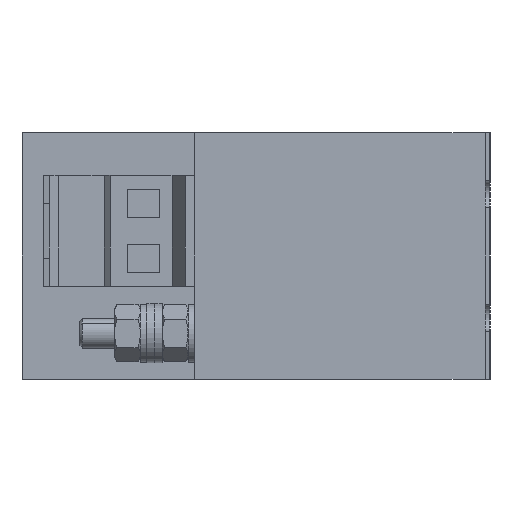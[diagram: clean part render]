
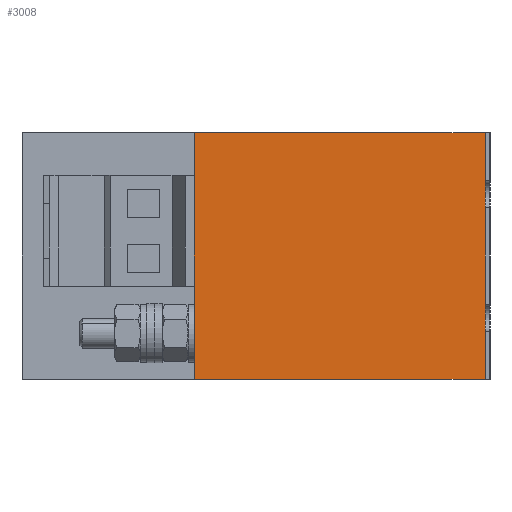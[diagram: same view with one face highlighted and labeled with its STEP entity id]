
A CAD part, left-side view. The second image highlights one B-rep face of the part: STEP entity #3008.
In plain terms, the highlighted planar face has unit normal (-1, 0, 0).
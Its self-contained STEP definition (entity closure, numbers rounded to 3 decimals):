
#56 = CARTESIAN_POINT ( 'NONE',  ( -100., 0., -24.5 ) ) ;
#199 = VERTEX_POINT ( 'NONE', #1649 ) ;
#349 = CARTESIAN_POINT ( 'NONE',  ( -100., 0., 25.5 ) ) ;
#789 = LINE ( 'NONE', #56, #3188 ) ;
#1064 = CARTESIAN_POINT ( 'NONE',  ( -100., 0., -24.5 ) ) ;
#1128 = AXIS2_PLACEMENT_3D ( 'NONE', #2368, #3949, #6648 ) ;
#1251 = ORIENTED_EDGE ( 'NONE', *, *, #2425, .T. ) ;
#1398 = VECTOR ( 'NONE', #4109, 1000. ) ;
#1649 = CARTESIAN_POINT ( 'NONE',  ( -100., 59., 25.5 ) ) ;
#1907 = CARTESIAN_POINT ( 'NONE',  ( -100., 59., -24.5 ) ) ;
#2014 = CARTESIAN_POINT ( 'NONE',  ( -100., 59., -24.5 ) ) ;
#2254 = DIRECTION ( 'NONE',  ( 0., 0., 1. ) ) ;
#2309 = CARTESIAN_POINT ( 'NONE',  ( -100., 59., -24.5 ) ) ;
#2368 = CARTESIAN_POINT ( 'NONE',  ( -100., 59., -24.5 ) ) ;
#2425 = EDGE_CURVE ( 'Defeature ausgef�hrt1_8+Defeature ausgef�hrt1_16+Defeature ausgef�hrt1_1+Defeature ausgef�hrt1_7', #6699, #6611, #6244, .T. ) ;
#2470 = ORIENTED_EDGE ( 'NONE', *, *, #4115, .T. ) ;
#2649 = EDGE_LOOP ( 'NONE', ( #2470, #5365, #6643, #1251 ) ) ;
#2948 = PLANE ( 'NONE',  #1128 ) ;
#3008 = ADVANCED_FACE ( 'Defeature ausgef�hrt1_8', ( #4965 ), #2948, .T. ) ;
#3074 = VERTEX_POINT ( 'NONE', #349 ) ;
#3188 = VECTOR ( 'NONE', #2254, 1000. ) ;
#3641 = LINE ( 'NONE', #1907, #1398 ) ;
#3727 = CARTESIAN_POINT ( 'NONE',  ( -100., 59., 25.5 ) ) ;
#3949 = DIRECTION ( 'NONE',  ( -1., 0., 0. ) ) ;
#4067 = DIRECTION ( 'NONE',  ( 0., -1., 0. ) ) ;
#4109 = DIRECTION ( 'NONE',  ( 0., 0., 1. ) ) ;
#4115 = EDGE_CURVE ( 'Defeature ausgef�hrt1_8+Defeature ausgef�hrt1_7+Defeature ausgef�hrt1_16+Defeature ausgef�hrt1_17', #6611, #3074, #789, .T. ) ;
#4297 = DIRECTION ( 'NONE',  ( 0., -1., 0. ) ) ;
#4780 = VECTOR ( 'NONE', #4297, 1000. ) ;
#4843 = VECTOR ( 'NONE', #4067, 1000. ) ;
#4965 = FACE_OUTER_BOUND ( 'NONE', #2649, .T. ) ;
#5365 = ORIENTED_EDGE ( 'NONE', *, *, #6012, .F. ) ;
#5519 = LINE ( 'NONE', #3727, #4780 ) ;
#6012 = EDGE_CURVE ( 'Defeature ausgef�hrt1_17+Defeature ausgef�hrt1_8+Defeature ausgef�hrt1_1+Defeature ausgef�hrt1_7', #199, #3074, #5519, .T. ) ;
#6244 = LINE ( 'NONE', #2014, #4843 ) ;
#6312 = EDGE_CURVE ( 'Defeature ausgef�hrt1_1+Defeature ausgef�hrt1_8+Defeature ausgef�hrt1_16+Defeature ausgef�hrt1_17', #6699, #199, #3641, .T. ) ;
#6611 = VERTEX_POINT ( 'NONE', #1064 ) ;
#6643 = ORIENTED_EDGE ( 'NONE', *, *, #6312, .F. ) ;
#6648 = DIRECTION ( 'NONE',  ( 0., 0., 1. ) ) ;
#6699 = VERTEX_POINT ( 'NONE', #2309 ) ;
